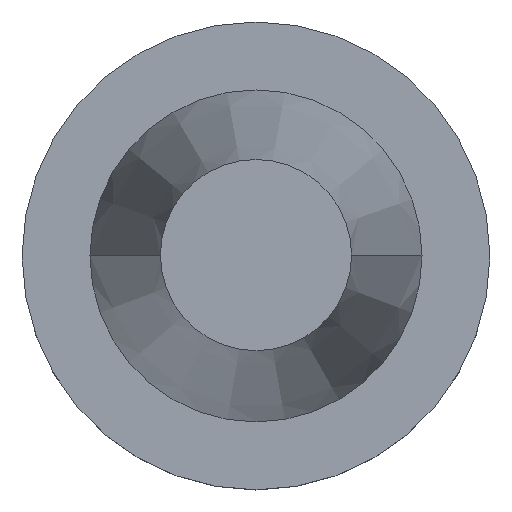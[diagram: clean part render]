
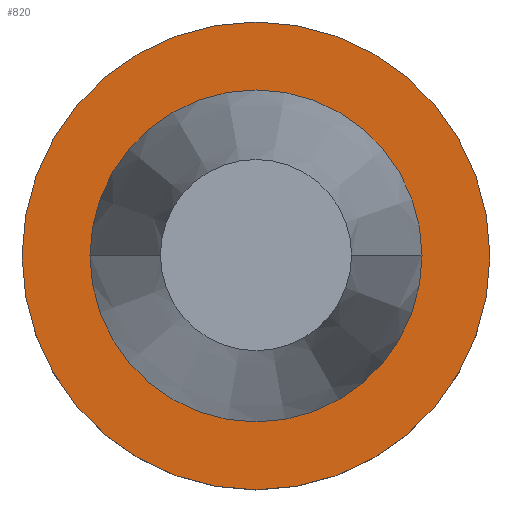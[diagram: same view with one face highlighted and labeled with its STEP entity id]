
A CAD part, top view. The second image highlights one B-rep face of the part: STEP entity #820.
In plain terms, the highlighted planar face has unit normal (0, 0, 1).
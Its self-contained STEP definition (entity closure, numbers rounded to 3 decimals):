
#28 = EDGE_CURVE ( 'NONE', #498, #309, #577, .T. ) ;
#44 = CARTESIAN_POINT ( 'NONE',  ( 49.215, 0., -1.5 ) ) ;
#57 = EDGE_CURVE ( 'NONE', #699, #590, #137, .T. ) ;
#73 = EDGE_LOOP ( 'NONE', ( #593, #389 ) ) ;
#128 = ORIENTED_EDGE ( 'NONE', *, *, #57, .T. ) ;
#131 = CIRCLE ( 'NONE', #242, 34.925 ) ;
#132 = FACE_OUTER_BOUND ( 'NONE', #183, .T. ) ;
#137 = CIRCLE ( 'NONE', #250, 49.215 ) ;
#170 = DIRECTION ( 'NONE',  ( 0., 0., 1. ) ) ;
#174 = DIRECTION ( 'NONE',  ( 1., 0., 0. ) ) ;
#183 = EDGE_LOOP ( 'NONE', ( #128, #357 ) ) ;
#233 = AXIS2_PLACEMENT_3D ( 'NONE', #470, #279, #538 ) ;
#242 = AXIS2_PLACEMENT_3D ( 'NONE', #243, #170, #174 ) ;
#243 = CARTESIAN_POINT ( 'NONE',  ( 0., 0., -1.5 ) ) ;
#250 = AXIS2_PLACEMENT_3D ( 'NONE', #717, #356, #679 ) ;
#279 = DIRECTION ( 'NONE',  ( 0., 0., 1. ) ) ;
#309 = VERTEX_POINT ( 'NONE', #569 ) ;
#343 = CIRCLE ( 'NONE', #819, 49.215 ) ;
#356 = DIRECTION ( 'NONE',  ( 0., 0., 1. ) ) ;
#357 = ORIENTED_EDGE ( 'NONE', *, *, #713, .T. ) ;
#386 = DIRECTION ( 'NONE',  ( 1., 0., 0. ) ) ;
#389 = ORIENTED_EDGE ( 'NONE', *, *, #657, .F. ) ;
#408 = FACE_BOUND ( 'NONE', #73, .T. ) ;
#447 = AXIS2_PLACEMENT_3D ( 'NONE', #784, #789, #466 ) ;
#466 = DIRECTION ( 'NONE',  ( -1., 0., 0. ) ) ;
#470 = CARTESIAN_POINT ( 'NONE',  ( 0., 0., -1.5 ) ) ;
#498 = VERTEX_POINT ( 'NONE', #797 ) ;
#538 = DIRECTION ( 'NONE',  ( 1., 0., 0. ) ) ;
#564 = DIRECTION ( 'NONE',  ( 0., 0., 1. ) ) ;
#569 = CARTESIAN_POINT ( 'NONE',  ( -34.925, 0., -1.5 ) ) ;
#577 = CIRCLE ( 'NONE', #233, 34.925 ) ;
#590 = VERTEX_POINT ( 'NONE', #621 ) ;
#593 = ORIENTED_EDGE ( 'NONE', *, *, #28, .F. ) ;
#621 = CARTESIAN_POINT ( 'NONE',  ( -49.215, 0., -1.5 ) ) ;
#657 = EDGE_CURVE ( 'NONE', #309, #498, #131, .T. ) ;
#679 = DIRECTION ( 'NONE',  ( 1., 0., 0. ) ) ;
#699 = VERTEX_POINT ( 'NONE', #44 ) ;
#713 = EDGE_CURVE ( 'NONE', #590, #699, #343, .T. ) ;
#717 = CARTESIAN_POINT ( 'NONE',  ( 0., 0., -1.5 ) ) ;
#784 = CARTESIAN_POINT ( 'NONE',  ( 0., 49.215, -1.5 ) ) ;
#789 = DIRECTION ( 'NONE',  ( 0., 0., -1. ) ) ;
#797 = CARTESIAN_POINT ( 'NONE',  ( 34.925, 0., -1.5 ) ) ;
#819 = AXIS2_PLACEMENT_3D ( 'NONE', #823, #564, #386 ) ;
#820 = ADVANCED_FACE ( 'NONE', ( #408, #132 ), #854, .F. ) ;
#823 = CARTESIAN_POINT ( 'NONE',  ( 0., 0., -1.5 ) ) ;
#854 = PLANE ( 'NONE',  #447 ) ;
